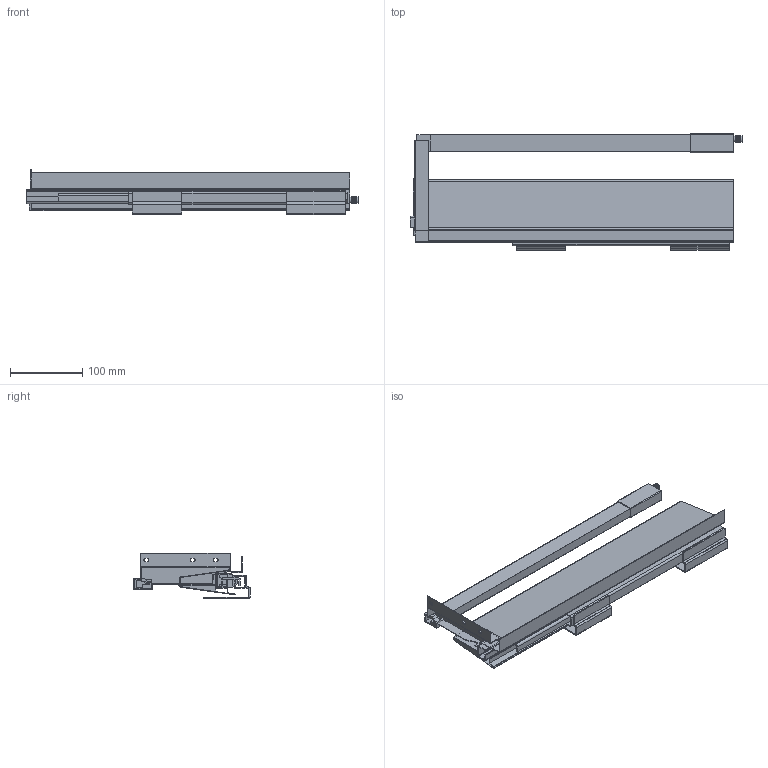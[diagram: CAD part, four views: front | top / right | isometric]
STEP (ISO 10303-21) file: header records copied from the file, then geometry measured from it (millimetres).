
FILE_DESCRIPTION (( 'STEP AP214' ), '1' );
FILE_NAME ('F000464,F000470-CLOSED_RIGHT_3D.step', '2022-10-10T14:48:53', ( '' ), ( '' ), 'SwSTEP 2.0', 'SolidWorks 2020', '' );
FILE_SCHEMA (( 'AUTOMOTIVE_DESIGN' ));
Length unit declared in the file: millimetre
Products named in the file (11): NX40-450-CLOSED_RIGHT_3D; NX40-450-RELING HRANATY VNEJSI PRAVY; F000464,F000470-CLOSED_RIGHT_3D; NX40-350,400,450-VNEJSI PRAVY; Riex NX40 Bocnice-450-H86-PRAVA; NX40-BOCNICE-SESTAVA-H140-1xHRANATY RELING-450-PRAVA; NX40-450-STREDNI; NX40-Reling-SQUARE-450-BEZ DRZAKU; NX40-drzak zad-H140-PRAVY; NX40-450-VNITRNI PRAVY; NX40-Koncovka hranateho relingu vnejsi-PRAVA
Assembly tree (10 placements, depth 4):
  F000464,F000470-CLOSED_RIGHT_3D
    NX40-450-CLOSED_RIGHT_3D
      NX40-350,400,450-VNEJSI PRAVY
      NX40-450-STREDNI
      NX40-450-VNITRNI PRAVY
    NX40-BOCNICE-SESTAVA-H140-1xHRANATY RELING-450-PRAVA
      Riex NX40 Bocnice-450-H86-PRAVA
      NX40-drzak zad-H140-PRAVY
      NX40-450-RELING HRANATY VNEJSI PRAVY
        NX40-Reling-SQUARE-450-BEZ DRZAKU
        NX40-Koncovka hranateho relingu vnejsi-PRAVA
Bounding box: 460 x 161.25 x 62.5 mm (x, y, z)
Volume: 245846.1 mm3; surface area: 495261.5 mm2
Topology: 16 solids, 17 shells, 399 faces, 1021 edges, 664 vertices
Faces by surface type: plane 228, cylinder 115, cone 56
Entity records: 12658 total; most frequent: DIRECTION 2151, CARTESIAN_POINT 2100, ORIENTED_EDGE 2042, EDGE_CURVE 1021, VECTOR 721, LINE 721, AXIS2_PLACEMENT_3D 715, VERTEX_POINT 664
